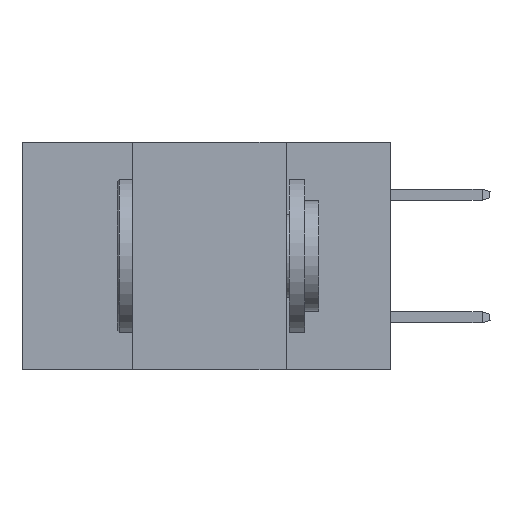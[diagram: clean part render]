
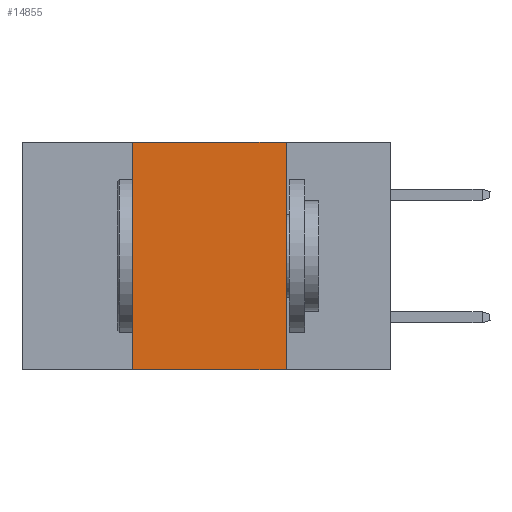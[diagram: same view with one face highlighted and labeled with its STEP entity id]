
A CAD part, left-side view. The second image highlights one B-rep face of the part: STEP entity #14855.
In plain terms, the highlighted planar face has unit normal (-1, 0, 0).
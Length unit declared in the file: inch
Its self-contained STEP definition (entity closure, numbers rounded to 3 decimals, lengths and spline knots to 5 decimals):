
#1938 = EDGE_LOOP ( 'NONE', ( #8019, #34517, #15232, #19521 ) ) ;
#3127 = CARTESIAN_POINT ( 'NONE',  ( 0., 0.42, 0. ) ) ;
#3290 = DIRECTION ( 'NONE',  ( 1., 0., 0. ) ) ;
#5806 = CARTESIAN_POINT ( 'NONE',  ( 0., 0.42, -0.37 ) ) ;
#5980 = PLANE ( 'NONE',  #31946 ) ;
#5999 = VECTOR ( 'NONE', #26750, 39.37008 ) ;
#6702 = EDGE_CURVE ( 'NONE', #20540, #16845, #7116, .T. ) ;
#6910 = VECTOR ( 'NONE', #25575, 39.37008 ) ;
#7116 = LINE ( 'NONE', #28572, #7535 ) ;
#7535 = VECTOR ( 'NONE', #8820, 39.37008 ) ;
#8019 = ORIENTED_EDGE ( 'NONE', *, *, #6702, .F. ) ;
#8820 = DIRECTION ( 'NONE',  ( 0., 0., -1. ) ) ;
#9082 = VERTEX_POINT ( 'NONE', #9468 ) ;
#9468 = CARTESIAN_POINT ( 'NONE',  ( 0., 0.42, 0. ) ) ;
#10386 = CARTESIAN_POINT ( 'NONE',  ( 0., 0.17, 0. ) ) ;
#13766 = FACE_OUTER_BOUND ( 'NONE', #1938, .T. ) ;
#14232 = CARTESIAN_POINT ( 'NONE',  ( 0., 0.6, 0. ) ) ;
#14354 = LINE ( 'NONE', #3127, #6910 ) ;
#14855 = ADVANCED_FACE ( 'NONE', ( #13766 ), #5980, .F. ) ;
#15172 = CARTESIAN_POINT ( 'NONE',  ( 0., 0.17, -0.37 ) ) ;
#15232 = ORIENTED_EDGE ( 'NONE', *, *, #36334, .F. ) ;
#16845 = VERTEX_POINT ( 'NONE', #15172 ) ;
#18492 = EDGE_CURVE ( 'NONE', #22918, #16845, #22834, .T. ) ;
#19179 = EDGE_CURVE ( 'NONE', #9082, #20540, #35578, .T. ) ;
#19521 = ORIENTED_EDGE ( 'NONE', *, *, #18492, .T. ) ;
#20540 = VERTEX_POINT ( 'NONE', #10386 ) ;
#22834 = LINE ( 'NONE', #24664, #30749 ) ;
#22918 = VERTEX_POINT ( 'NONE', #5806 ) ;
#24287 = CARTESIAN_POINT ( 'NONE',  ( 0., 0.6, 0. ) ) ;
#24664 = CARTESIAN_POINT ( 'NONE',  ( 0., 0.6, -0.37 ) ) ;
#25575 = DIRECTION ( 'NONE',  ( 0., 0., 1. ) ) ;
#26750 = DIRECTION ( 'NONE',  ( 0., -1., 0. ) ) ;
#28572 = CARTESIAN_POINT ( 'NONE',  ( 0., 0.17, 0. ) ) ;
#30749 = VECTOR ( 'NONE', #32541, 39.37008 ) ;
#31371 = DIRECTION ( 'NONE',  ( 0., 0., -1. ) ) ;
#31946 = AXIS2_PLACEMENT_3D ( 'NONE', #14232, #3290, #31371 ) ;
#32541 = DIRECTION ( 'NONE',  ( 0., -1., 0. ) ) ;
#34517 = ORIENTED_EDGE ( 'NONE', *, *, #19179, .F. ) ;
#35578 = LINE ( 'NONE', #24287, #5999 ) ;
#36334 = EDGE_CURVE ( 'NONE', #22918, #9082, #14354, .T. ) ;
